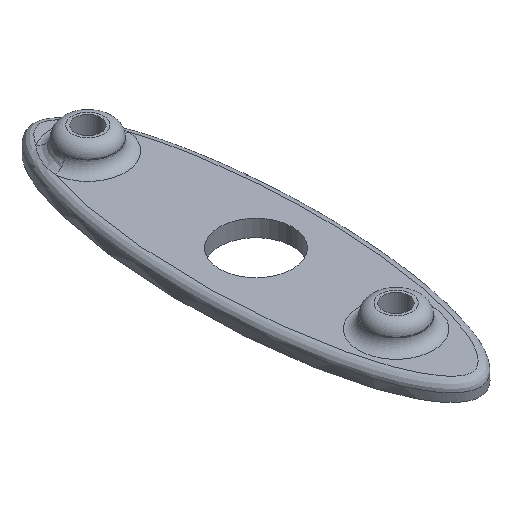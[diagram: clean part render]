
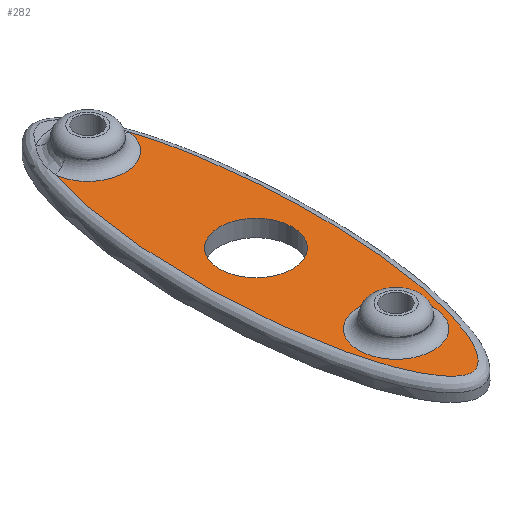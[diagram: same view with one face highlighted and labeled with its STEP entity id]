
A CAD part, isometric view. The second image highlights one B-rep face of the part: STEP entity #282.
In plain terms, the highlighted planar face has unit normal (0, 0, 1).
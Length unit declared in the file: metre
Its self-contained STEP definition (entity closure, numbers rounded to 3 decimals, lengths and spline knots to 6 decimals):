
#34=CIRCLE('',#322,0.0065);
#36=CIRCLE('',#326,0.006659);
#37=CIRCLE('',#327,0.006659);
#63=ORIENTED_EDGE('',*,*,#127,.T.);
#64=ORIENTED_EDGE('',*,*,#128,.T.);
#65=ORIENTED_EDGE('',*,*,#129,.T.);
#66=ORIENTED_EDGE('',*,*,#123,.F.);
#123=EDGE_CURVE('',#155,#155,#34,.T.);
#127=EDGE_CURVE('',#159,#159,#36,.F.);
#128=EDGE_CURVE('',#160,#161,#177,.T.);
#129=EDGE_CURVE('',#161,#160,#37,.F.);
#155=VERTEX_POINT('',#475);
#159=VERTEX_POINT('',#573);
#160=VERTEX_POINT('',#611);
#161=VERTEX_POINT('',#612);
#177=B_SPLINE_CURVE_WITH_KNOTS('',3,(#574,#575,#576,#577,#578,#579,#580,
#581,#582,#583,#584,#585,#586,#587,#588,#589,#590,#591,#592,#593,#594,#595,
#596,#597,#598,#599,#600,#601,#602,#603,#604,#605,#606,#607,#608,#609,#610),
 .UNSPECIFIED.,.F.,.F.,(4,1,1,1,1,1,1,1,1,1,1,1,1,1,1,1,1,1,1,1,1,1,1,1,
1,1,1,1,1,1,1,1,1,1,4),(0.096168,0.105139,0.114109,
0.12308,0.132051,0.136536,0.141021,
0.145506,0.149992,0.154477,0.15672,
0.158962,0.161205,0.163447,0.164569,
0.16569,0.166811,0.167933,0.169054,
0.170175,0.171297,0.172418,0.174661,
0.176903,0.179146,0.181389,0.185874,
0.190359,0.194844,0.19933,0.203815,
0.212786,0.221756,0.230727,0.239697),
 .UNSPECIFIED.);
#191=EDGE_LOOP('',(#63));
#192=EDGE_LOOP('',(#64,#65));
#193=EDGE_LOOP('',(#66));
#235=FACE_BOUND('',#191,.T.);
#236=FACE_BOUND('',#192,.T.);
#237=FACE_BOUND('',#193,.T.);
#271=PLANE('',#325);
#282=ADVANCED_FACE('',(#235,#236,#237),#271,.T.);
#322=AXIS2_PLACEMENT_3D('',#474,#377,#378);
#325=AXIS2_PLACEMENT_3D('',#571,#383,#384);
#326=AXIS2_PLACEMENT_3D('',#572,#385,#386);
#327=AXIS2_PLACEMENT_3D('',#613,#387,#388);
#377=DIRECTION('',(0.,0.,1.));
#378=DIRECTION('',(1.,0.,0.));
#383=DIRECTION('',(0.,0.,1.));
#384=DIRECTION('',(1.,0.,0.));
#385=DIRECTION('',(0.,0.,1.));
#386=DIRECTION('',(1.,0.,0.));
#387=DIRECTION('',(0.,0.,1.));
#388=DIRECTION('',(1.,0.,0.));
#474=CARTESIAN_POINT('',(0.,0.,0.003));
#475=CARTESIAN_POINT('',(0.0065,0.,0.003));
#571=CARTESIAN_POINT('',(0.,0.,0.003));
#572=CARTESIAN_POINT('',(0.,-0.025,0.003));
#573=CARTESIAN_POINT('',(0.006659,-0.025,0.003));
#574=CARTESIAN_POINT('',(-0.006614,0.029228,0.003));
#575=CARTESIAN_POINT('',(-0.007556,0.026397,0.003));
#576=CARTESIAN_POINT('',(-0.008917,0.020571,0.003));
#577=CARTESIAN_POINT('',(-0.010083,0.011692,0.003));
#578=CARTESIAN_POINT('',(-0.010572,0.002755,0.003));
#579=CARTESIAN_POINT('',(-0.010476,-0.00471,0.003));
#580=CARTESIAN_POINT('',(-0.01009,-0.010649,0.003));
#581=CARTESIAN_POINT('',(-0.009635,-0.015075,0.003));
#582=CARTESIAN_POINT('',(-0.008997,-0.019474,0.003));
#583=CARTESIAN_POINT('',(-0.008145,-0.023841,0.003));
#584=CARTESIAN_POINT('',(-0.00721,-0.027443,0.003));
#585=CARTESIAN_POINT('',(-0.006265,-0.030299,0.003));
#586=CARTESIAN_POINT('',(-0.005442,-0.032389,0.003));
#587=CARTESIAN_POINT('',(-0.004472,-0.034403,0.003));
#588=CARTESIAN_POINT('',(-0.003475,-0.036011,0.003));
#589=CARTESIAN_POINT('',(-0.002506,-0.03717,0.003));
#590=CARTESIAN_POINT('',(-0.00166,-0.037932,0.003));
#591=CARTESIAN_POINT('',(-0.000646,-0.038498,0.003));
#592=CARTESIAN_POINT('',(0.000527,-0.038534,0.003));
#593=CARTESIAN_POINT('',(0.00155,-0.038009,0.003));
#594=CARTESIAN_POINT('',(0.002391,-0.037287,0.003));
#595=CARTESIAN_POINT('',(0.003122,-0.036446,0.003));
#596=CARTESIAN_POINT('',(0.003979,-0.035231,0.003));
#597=CARTESIAN_POINT('',(0.004873,-0.033622,0.003));
#598=CARTESIAN_POINT('',(0.005776,-0.031585,0.003));
#599=CARTESIAN_POINT('',(0.006539,-0.029511,0.003));
#600=CARTESIAN_POINT('',(0.007415,-0.026705,0.003));
#601=CARTESIAN_POINT('',(0.008298,-0.023139,0.003));
#602=CARTESIAN_POINT('',(0.009111,-0.018782,0.003));
#603=CARTESIAN_POINT('',(0.009714,-0.014413,0.003));
#604=CARTESIAN_POINT('',(0.010139,-0.010032,0.003));
#605=CARTESIAN_POINT('',(0.010492,-0.004177,0.003));
#606=CARTESIAN_POINT('',(0.01056,0.003173,0.003));
#607=CARTESIAN_POINT('',(0.010052,0.011997,0.003));
#608=CARTESIAN_POINT('',(0.008888,0.020696,0.003));
#609=CARTESIAN_POINT('',(0.007551,0.026412,0.003));
#610=CARTESIAN_POINT('',(0.006614,0.029228,0.003));
#611=CARTESIAN_POINT('',(-0.006614,0.029228,0.003));
#612=CARTESIAN_POINT('',(0.006614,0.029228,0.003));
#613=CARTESIAN_POINT('',(0.,0.03,0.003));
